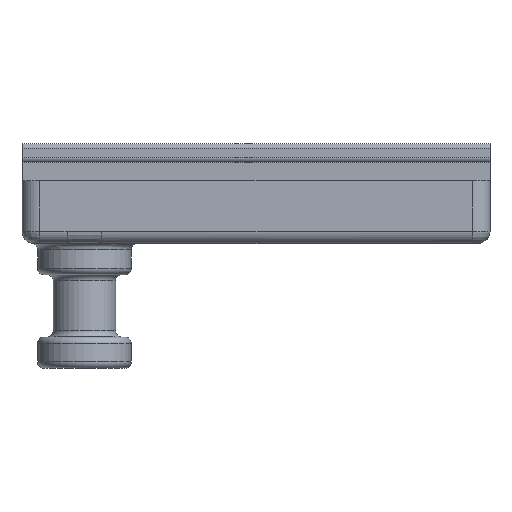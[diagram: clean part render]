
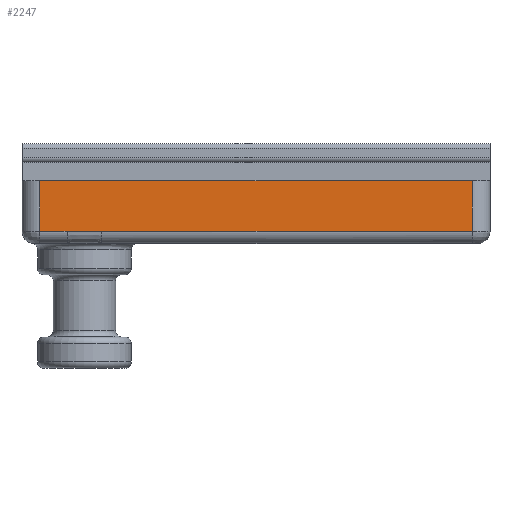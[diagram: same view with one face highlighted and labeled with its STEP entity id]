
A CAD part, top view. The second image highlights one B-rep face of the part: STEP entity #2247.
In plain terms, the highlighted planar face has unit normal (0, 0, 1).
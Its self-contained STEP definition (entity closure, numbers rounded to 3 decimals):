
#783 = PLANE('',#784);
#784 = AXIS2_PLACEMENT_3D('',#785,#786,#787);
#785 = CARTESIAN_POINT('',(64.77,0.,-0.018));
#786 = DIRECTION('',(0.,1.,0.));
#787 = DIRECTION('',(0.,0.,1.));
#1246 = CYLINDRICAL_SURFACE('',#1247,1.439);
#1247 = AXIS2_PLACEMENT_3D('',#1248,#1249,#1250);
#1248 = CARTESIAN_POINT('',(47.159,-5.08,3.641));
#1249 = DIRECTION('',(0.,-1.,0.));
#1250 = DIRECTION('',(1.,0.,0.));
#1417 = VERTEX_POINT('',#1418);
#1418 = CARTESIAN_POINT('',(47.159,0.,5.08));
#1440 = EDGE_CURVE('',#1417,#1441,#1443,.T.);
#1441 = VERTEX_POINT('',#1442);
#1442 = CARTESIAN_POINT('',(82.381,0.,5.08));
#1443 = SURFACE_CURVE('',#1444,(#1448,#1455),.PCURVE_S1.);
#1444 = LINE('',#1445,#1446);
#1445 = CARTESIAN_POINT('',(47.159,0.,5.08));
#1446 = VECTOR('',#1447,1.);
#1447 = DIRECTION('',(1.,0.,0.));
#1448 = PCURVE('',#783,#1449);
#1449 = DEFINITIONAL_REPRESENTATION('',(#1450),#1454);
#1450 = LINE('',#1451,#1452);
#1451 = CARTESIAN_POINT('',(5.098,-17.611));
#1452 = VECTOR('',#1453,1.);
#1453 = DIRECTION('',(0.,1.));
#1454 = ( GEOMETRIC_REPRESENTATION_CONTEXT(2) 
PARAMETRIC_REPRESENTATION_CONTEXT() REPRESENTATION_CONTEXT('2D SPACE',''
  ) );
#1455 = PCURVE('',#1456,#1461);
#1456 = PLANE('',#1457);
#1457 = AXIS2_PLACEMENT_3D('',#1458,#1459,#1460);
#1458 = CARTESIAN_POINT('',(47.159,-5.08,5.08));
#1459 = DIRECTION('',(0.,0.,-1.));
#1460 = DIRECTION('',(1.,0.,0.));
#1461 = DEFINITIONAL_REPRESENTATION('',(#1462),#1466);
#1462 = LINE('',#1463,#1464);
#1463 = CARTESIAN_POINT('',(0.,-5.08));
#1464 = VECTOR('',#1465,1.);
#1465 = DIRECTION('',(1.,0.));
#1466 = ( GEOMETRIC_REPRESENTATION_CONTEXT(2) 
PARAMETRIC_REPRESENTATION_CONTEXT() REPRESENTATION_CONTEXT('2D SPACE',''
  ) );
#1485 = CYLINDRICAL_SURFACE('',#1486,1.439);
#1486 = AXIS2_PLACEMENT_3D('',#1487,#1488,#1489);
#1487 = CARTESIAN_POINT('',(82.381,-5.08,3.641));
#1488 = DIRECTION('',(0.,-1.,0.));
#1489 = DIRECTION('',(1.,0.,0.));
#1918 = VERTEX_POINT('',#1919);
#1919 = CARTESIAN_POINT('',(47.159,-4.08,5.08));
#1956 = EDGE_CURVE('',#1918,#1417,#1957,.T.);
#1957 = SURFACE_CURVE('',#1958,(#1962,#1969),.PCURVE_S1.);
#1958 = LINE('',#1959,#1960);
#1959 = CARTESIAN_POINT('',(47.159,-5.08,5.08));
#1960 = VECTOR('',#1961,1.);
#1961 = DIRECTION('',(0.,1.,0.));
#1962 = PCURVE('',#1246,#1963);
#1963 = DEFINITIONAL_REPRESENTATION('',(#1964),#1968);
#1964 = LINE('',#1965,#1966);
#1965 = CARTESIAN_POINT('',(1.571,0.));
#1966 = VECTOR('',#1967,1.);
#1967 = DIRECTION('',(-0.,-1.));
#1968 = ( GEOMETRIC_REPRESENTATION_CONTEXT(2) 
PARAMETRIC_REPRESENTATION_CONTEXT() REPRESENTATION_CONTEXT('2D SPACE',''
  ) );
#1969 = PCURVE('',#1456,#1970);
#1970 = DEFINITIONAL_REPRESENTATION('',(#1971),#1975);
#1971 = LINE('',#1972,#1973);
#1972 = CARTESIAN_POINT('',(0.,0.));
#1973 = VECTOR('',#1974,1.);
#1974 = DIRECTION('',(0.,-1.));
#1975 = ( GEOMETRIC_REPRESENTATION_CONTEXT(2) 
PARAMETRIC_REPRESENTATION_CONTEXT() REPRESENTATION_CONTEXT('2D SPACE',''
  ) );
#2187 = VERTEX_POINT('',#2188);
#2188 = CARTESIAN_POINT('',(82.381,-4.08,5.08));
#2227 = EDGE_CURVE('',#2187,#1441,#2228,.T.);
#2228 = SURFACE_CURVE('',#2229,(#2233,#2240),.PCURVE_S1.);
#2229 = LINE('',#2230,#2231);
#2230 = CARTESIAN_POINT('',(82.381,-5.08,5.08));
#2231 = VECTOR('',#2232,1.);
#2232 = DIRECTION('',(0.,1.,0.));
#2233 = PCURVE('',#1485,#2234);
#2234 = DEFINITIONAL_REPRESENTATION('',(#2235),#2239);
#2235 = LINE('',#2236,#2237);
#2236 = CARTESIAN_POINT('',(1.571,0.));
#2237 = VECTOR('',#2238,1.);
#2238 = DIRECTION('',(-0.,-1.));
#2239 = ( GEOMETRIC_REPRESENTATION_CONTEXT(2) 
PARAMETRIC_REPRESENTATION_CONTEXT() REPRESENTATION_CONTEXT('2D SPACE',''
  ) );
#2240 = PCURVE('',#1456,#2241);
#2241 = DEFINITIONAL_REPRESENTATION('',(#2242),#2246);
#2242 = LINE('',#2243,#2244);
#2243 = CARTESIAN_POINT('',(35.222,0.));
#2244 = VECTOR('',#2245,1.);
#2245 = DIRECTION('',(0.,-1.));
#2246 = ( GEOMETRIC_REPRESENTATION_CONTEXT(2) 
PARAMETRIC_REPRESENTATION_CONTEXT() REPRESENTATION_CONTEXT('2D SPACE',''
  ) );
#2247 = ADVANCED_FACE('',(#2248),#1456,.F.);
#2248 = FACE_BOUND('',#2249,.F.);
#2249 = EDGE_LOOP('',(#2250,#2251,#2252,#2253,#2281,#2334));
#2250 = ORIENTED_EDGE('',*,*,#1956,.T.);
#2251 = ORIENTED_EDGE('',*,*,#1440,.T.);
#2252 = ORIENTED_EDGE('',*,*,#2227,.F.);
#2253 = ORIENTED_EDGE('',*,*,#2254,.F.);
#2254 = EDGE_CURVE('',#2255,#2187,#2257,.T.);
#2255 = VERTEX_POINT('',#2256);
#2256 = CARTESIAN_POINT('',(52.214,-4.08,5.08));
#2257 = SURFACE_CURVE('',#2258,(#2262,#2269),.PCURVE_S1.);
#2258 = LINE('',#2259,#2260);
#2259 = CARTESIAN_POINT('',(47.159,-4.08,5.08));
#2260 = VECTOR('',#2261,1.);
#2261 = DIRECTION('',(1.,0.,0.));
#2262 = PCURVE('',#1456,#2263);
#2263 = DEFINITIONAL_REPRESENTATION('',(#2264),#2268);
#2264 = LINE('',#2265,#2266);
#2265 = CARTESIAN_POINT('',(0.,-1.));
#2266 = VECTOR('',#2267,1.);
#2267 = DIRECTION('',(1.,0.));
#2268 = ( GEOMETRIC_REPRESENTATION_CONTEXT(2) 
PARAMETRIC_REPRESENTATION_CONTEXT() REPRESENTATION_CONTEXT('2D SPACE',''
  ) );
#2269 = PCURVE('',#2270,#2275);
#2270 = CYLINDRICAL_SURFACE('',#2271,1.);
#2271 = AXIS2_PLACEMENT_3D('',#2272,#2273,#2274);
#2272 = CARTESIAN_POINT('',(47.159,-4.08,4.08));
#2273 = DIRECTION('',(1.,0.,0.));
#2274 = DIRECTION('',(0.,-1.,0.));
#2275 = DEFINITIONAL_REPRESENTATION('',(#2276),#2280);
#2276 = LINE('',#2277,#2278);
#2277 = CARTESIAN_POINT('',(4.712,0.));
#2278 = VECTOR('',#2279,1.);
#2279 = DIRECTION('',(-0.,1.));
#2280 = ( GEOMETRIC_REPRESENTATION_CONTEXT(2) 
PARAMETRIC_REPRESENTATION_CONTEXT() REPRESENTATION_CONTEXT('2D SPACE',''
  ) );
#2281 = ORIENTED_EDGE('',*,*,#2282,.F.);
#2282 = EDGE_CURVE('',#2283,#2255,#2285,.T.);
#2283 = VERTEX_POINT('',#2284);
#2284 = CARTESIAN_POINT('',(49.386,-4.08,5.08));
#2285 = SURFACE_CURVE('',#2286,(#2294,#2305),.PCURVE_S1.);
#2286 = B_SPLINE_CURVE_WITH_KNOTS('',6,(#2287,#2288,#2289,#2290,#2291,
    #2292,#2293),.UNSPECIFIED.,.F.,.F.,(7,7),(11.988,
    14.815),.PIECEWISE_BEZIER_KNOTS.);
#2287 = CARTESIAN_POINT('',(49.386,-4.08,5.08));
#2288 = CARTESIAN_POINT('',(49.857,-4.08,5.08));
#2289 = CARTESIAN_POINT('',(50.329,-4.1,5.08));
#2290 = CARTESIAN_POINT('',(50.8,-4.11,5.08));
#2291 = CARTESIAN_POINT('',(51.271,-4.1,5.08));
#2292 = CARTESIAN_POINT('',(51.743,-4.08,5.08));
#2293 = CARTESIAN_POINT('',(52.214,-4.08,5.08));
#2294 = PCURVE('',#1456,#2295);
#2295 = DEFINITIONAL_REPRESENTATION('',(#2296),#2304);
#2296 = B_SPLINE_CURVE_WITH_KNOTS('',6,(#2297,#2298,#2299,#2300,#2301,
    #2302,#2303),.UNSPECIFIED.,.F.,.F.,(7,7),(11.988,
    14.815),.PIECEWISE_BEZIER_KNOTS.);
#2297 = CARTESIAN_POINT('',(2.227,-1.));
#2298 = CARTESIAN_POINT('',(2.699,-1.));
#2299 = CARTESIAN_POINT('',(3.17,-0.98));
#2300 = CARTESIAN_POINT('',(3.641,-0.97));
#2301 = CARTESIAN_POINT('',(4.112,-0.98));
#2302 = CARTESIAN_POINT('',(4.584,-1.));
#2303 = CARTESIAN_POINT('',(5.055,-1.));
#2304 = ( GEOMETRIC_REPRESENTATION_CONTEXT(2) 
PARAMETRIC_REPRESENTATION_CONTEXT() REPRESENTATION_CONTEXT('2D SPACE',''
  ) );
#2305 = PCURVE('',#2306,#2328);
#2306 = ( BOUNDED_SURFACE() B_SPLINE_SURFACE(2,6,(
    (#2307,#2308,#2309,#2310,#2311,#2312,#2313)
    ,(#2314,#2315,#2316,#2317,#2318,#2319,#2320)
    ,(#2321,#2322,#2323,#2324,#2325,#2326,#2327
)),.UNSPECIFIED.,.F.,.F.,.F.) B_SPLINE_SURFACE_WITH_KNOTS((3,3),(7,7),(
    0.,2.828),(11.988,14.815),
.PIECEWISE_BEZIER_KNOTS.) GEOMETRIC_REPRESENTATION_ITEM() 
RATIONAL_B_SPLINE_SURFACE((
    (1.,1.,1.,1.,1.,1.,1.)
    ,(0.707,0.744,0.764,0.771
      ,0.764,0.744,0.707)
,(1.,1.,1.,1.,1.,1.,1.))) REPRESENTATION_ITEM('') SURFACE() );
#2307 = CARTESIAN_POINT('',(49.386,-5.08,4.08));
#2308 = CARTESIAN_POINT('',(49.857,-5.08,4.184));
#2309 = CARTESIAN_POINT('',(50.329,-5.087,
    4.249));
#2310 = CARTESIAN_POINT('',(50.8,-5.089,4.27));
#2311 = CARTESIAN_POINT('',(51.271,-5.087,
    4.249));
#2312 = CARTESIAN_POINT('',(51.743,-5.08,4.184));
#2313 = CARTESIAN_POINT('',(52.214,-5.08,4.08));
#2314 = CARTESIAN_POINT('',(49.386,-5.08,5.08));
#2315 = CARTESIAN_POINT('',(49.834,-4.981,5.08));
#2316 = CARTESIAN_POINT('',(50.312,-4.943,5.08));
#2317 = CARTESIAN_POINT('',(50.8,-4.936,5.08));
#2318 = CARTESIAN_POINT('',(51.288,-4.943,5.08));
#2319 = CARTESIAN_POINT('',(51.766,-4.981,5.08));
#2320 = CARTESIAN_POINT('',(52.214,-5.08,5.08));
#2321 = CARTESIAN_POINT('',(49.386,-4.08,5.08));
#2322 = CARTESIAN_POINT('',(49.857,-4.08,5.08));
#2323 = CARTESIAN_POINT('',(50.329,-4.1,5.08));
#2324 = CARTESIAN_POINT('',(50.8,-4.11,5.08));
#2325 = CARTESIAN_POINT('',(51.271,-4.1,5.08));
#2326 = CARTESIAN_POINT('',(51.743,-4.08,5.08));
#2327 = CARTESIAN_POINT('',(52.214,-4.08,5.08));
#2328 = DEFINITIONAL_REPRESENTATION('',(#2329),#2333);
#2329 = LINE('',#2330,#2331);
#2330 = CARTESIAN_POINT('',(2.828,0.));
#2331 = VECTOR('',#2332,1.);
#2332 = DIRECTION('',(0.,1.));
#2333 = ( GEOMETRIC_REPRESENTATION_CONTEXT(2) 
PARAMETRIC_REPRESENTATION_CONTEXT() REPRESENTATION_CONTEXT('2D SPACE',''
  ) );
#2334 = ORIENTED_EDGE('',*,*,#2335,.F.);
#2335 = EDGE_CURVE('',#1918,#2283,#2336,.T.);
#2336 = SURFACE_CURVE('',#2337,(#2341,#2348),.PCURVE_S1.);
#2337 = LINE('',#2338,#2339);
#2338 = CARTESIAN_POINT('',(47.159,-4.08,5.08));
#2339 = VECTOR('',#2340,1.);
#2340 = DIRECTION('',(1.,0.,0.));
#2341 = PCURVE('',#1456,#2342);
#2342 = DEFINITIONAL_REPRESENTATION('',(#2343),#2347);
#2343 = LINE('',#2344,#2345);
#2344 = CARTESIAN_POINT('',(0.,-1.));
#2345 = VECTOR('',#2346,1.);
#2346 = DIRECTION('',(1.,0.));
#2347 = ( GEOMETRIC_REPRESENTATION_CONTEXT(2) 
PARAMETRIC_REPRESENTATION_CONTEXT() REPRESENTATION_CONTEXT('2D SPACE',''
  ) );
#2348 = PCURVE('',#2349,#2354);
#2349 = CYLINDRICAL_SURFACE('',#2350,1.);
#2350 = AXIS2_PLACEMENT_3D('',#2351,#2352,#2353);
#2351 = CARTESIAN_POINT('',(47.159,-4.08,4.08));
#2352 = DIRECTION('',(1.,0.,0.));
#2353 = DIRECTION('',(0.,-1.,0.));
#2354 = DEFINITIONAL_REPRESENTATION('',(#2355),#2359);
#2355 = LINE('',#2356,#2357);
#2356 = CARTESIAN_POINT('',(4.712,0.));
#2357 = VECTOR('',#2358,1.);
#2358 = DIRECTION('',(-0.,1.));
#2359 = ( GEOMETRIC_REPRESENTATION_CONTEXT(2) 
PARAMETRIC_REPRESENTATION_CONTEXT() REPRESENTATION_CONTEXT('2D SPACE',''
  ) );
